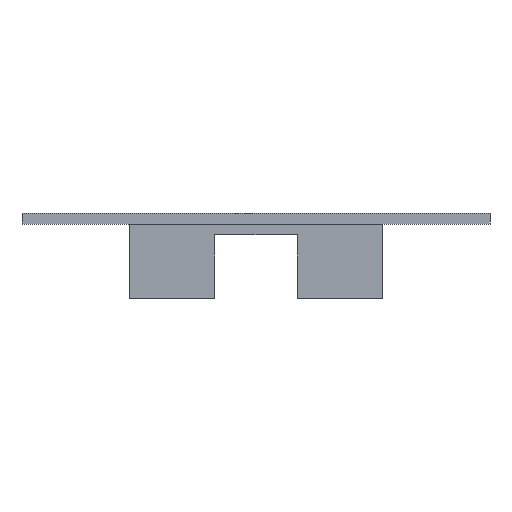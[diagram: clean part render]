
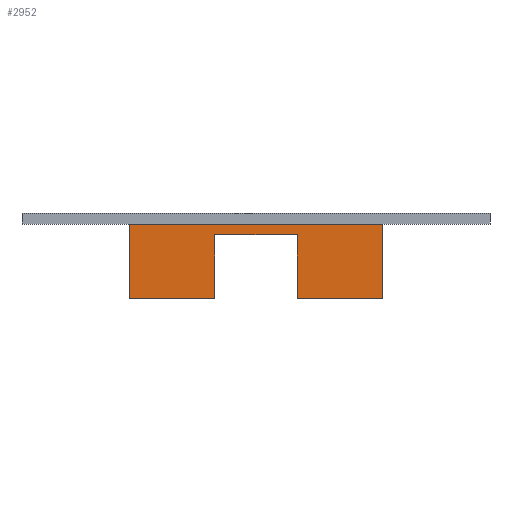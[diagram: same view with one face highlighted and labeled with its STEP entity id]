
A CAD part, front view. The second image highlights one B-rep face of the part: STEP entity #2952.
In plain terms, the highlighted planar face has unit normal (0, -1, 0).
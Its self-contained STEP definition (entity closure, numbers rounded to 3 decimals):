
#72 = PLANE('',#73);
#73 = AXIS2_PLACEMENT_3D('',#74,#75,#76);
#74 = CARTESIAN_POINT('',(-60.926,76.027,371.5));
#75 = DIRECTION('',(-0.,0.,1.));
#76 = DIRECTION('',(0.,-1.,0.));
#622 = VERTEX_POINT('',#623);
#623 = CARTESIAN_POINT('',(-54.976,65.577,371.5));
#639 = PLANE('',#640);
#640 = AXIS2_PLACEMENT_3D('',#641,#642,#643);
#641 = CARTESIAN_POINT('',(-54.976,76.027,
    370.429));
#642 = DIRECTION('',(1.,0.,0.));
#643 = DIRECTION('',(0.,0.,-1.));
#651 = EDGE_CURVE('',#652,#622,#654,.T.);
#652 = VERTEX_POINT('',#653);
#653 = CARTESIAN_POINT('',(-66.876,65.577,371.5));
#654 = SURFACE_CURVE('',#655,(#659,#666),.PCURVE_S1.);
#655 = LINE('',#656,#657);
#656 = CARTESIAN_POINT('',(-66.876,65.577,371.5));
#657 = VECTOR('',#658,1.);
#658 = DIRECTION('',(1.,0.,0.));
#659 = PCURVE('',#72,#660);
#660 = DEFINITIONAL_REPRESENTATION('',(#661),#665);
#661 = LINE('',#662,#663);
#662 = CARTESIAN_POINT('',(10.45,-5.95));
#663 = VECTOR('',#664,1.);
#664 = DIRECTION('',(0.,1.));
#665 = ( GEOMETRIC_REPRESENTATION_CONTEXT(2) 
PARAMETRIC_REPRESENTATION_CONTEXT() REPRESENTATION_CONTEXT('2D SPACE',''
  ) );
#666 = PCURVE('',#667,#672);
#667 = PLANE('',#668);
#668 = AXIS2_PLACEMENT_3D('',#669,#670,#671);
#669 = CARTESIAN_POINT('',(-60.926,65.577,
    370.027));
#670 = DIRECTION('',(0.,-1.,-0.));
#671 = DIRECTION('',(-1.,0.,0.));
#672 = DEFINITIONAL_REPRESENTATION('',(#673),#677);
#673 = LINE('',#674,#675);
#674 = CARTESIAN_POINT('',(5.95,-1.473));
#675 = VECTOR('',#676,1.);
#676 = DIRECTION('',(-1.,0.));
#677 = ( GEOMETRIC_REPRESENTATION_CONTEXT(2) 
PARAMETRIC_REPRESENTATION_CONTEXT() REPRESENTATION_CONTEXT('2D SPACE',''
  ) );
#695 = PLANE('',#696);
#696 = AXIS2_PLACEMENT_3D('',#697,#698,#699);
#697 = CARTESIAN_POINT('',(-66.876,76.027,
    370.429));
#698 = DIRECTION('',(-1.,0.,0.));
#699 = DIRECTION('',(0.,0.,1.));
#760 = PLANE('',#761);
#761 = AXIS2_PLACEMENT_3D('',#762,#763,#764);
#762 = CARTESIAN_POINT('',(-60.926,76.027,371.));
#763 = DIRECTION('',(-0.,0.,1.));
#764 = DIRECTION('',(0.,-1.,0.));
#1588 = VERTEX_POINT('',#1589);
#1589 = CARTESIAN_POINT('',(-62.876,65.577,371.));
#1603 = PLANE('',#1604);
#1604 = AXIS2_PLACEMENT_3D('',#1605,#1606,#1607);
#1605 = CARTESIAN_POINT('',(-62.876,66.577,371.));
#1606 = DIRECTION('',(-1.,0.,0.));
#1607 = DIRECTION('',(0.,-1.,0.));
#1615 = EDGE_CURVE('',#1588,#1616,#1618,.T.);
#1616 = VERTEX_POINT('',#1617);
#1617 = CARTESIAN_POINT('',(-58.976,65.577,371.));
#1618 = SURFACE_CURVE('',#1619,(#1623,#1630),.PCURVE_S1.);
#1619 = LINE('',#1620,#1621);
#1620 = CARTESIAN_POINT('',(-66.876,65.577,371.));
#1621 = VECTOR('',#1622,1.);
#1622 = DIRECTION('',(1.,0.,0.));
#1623 = PCURVE('',#760,#1624);
#1624 = DEFINITIONAL_REPRESENTATION('',(#1625),#1629);
#1625 = LINE('',#1626,#1627);
#1626 = CARTESIAN_POINT('',(10.45,-5.95));
#1627 = VECTOR('',#1628,1.);
#1628 = DIRECTION('',(0.,1.));
#1629 = ( GEOMETRIC_REPRESENTATION_CONTEXT(2) 
PARAMETRIC_REPRESENTATION_CONTEXT() REPRESENTATION_CONTEXT('2D SPACE',''
  ) );
#1630 = PCURVE('',#667,#1631);
#1631 = DEFINITIONAL_REPRESENTATION('',(#1632),#1636);
#1632 = LINE('',#1633,#1634);
#1633 = CARTESIAN_POINT('',(5.95,-0.973));
#1634 = VECTOR('',#1635,1.);
#1635 = DIRECTION('',(-1.,0.));
#1636 = ( GEOMETRIC_REPRESENTATION_CONTEXT(2) 
PARAMETRIC_REPRESENTATION_CONTEXT() REPRESENTATION_CONTEXT('2D SPACE',''
  ) );
#1654 = PLANE('',#1655);
#1655 = AXIS2_PLACEMENT_3D('',#1656,#1657,#1658);
#1656 = CARTESIAN_POINT('',(-58.976,66.577,371.));
#1657 = DIRECTION('',(-1.,0.,0.));
#1658 = DIRECTION('',(0.,-1.,0.));
#1786 = PLANE('',#1787);
#1787 = AXIS2_PLACEMENT_3D('',#1788,#1789,#1790);
#1788 = CARTESIAN_POINT('',(-56.414,67.015,368.));
#1789 = DIRECTION('',(-0.,0.,1.));
#1790 = DIRECTION('',(0.,-1.,0.));
#1923 = VERTEX_POINT('',#1924);
#1924 = CARTESIAN_POINT('',(-58.976,65.577,368.));
#1945 = EDGE_CURVE('',#1616,#1923,#1946,.T.);
#1946 = SURFACE_CURVE('',#1947,(#1951,#1958),.PCURVE_S1.);
#1947 = LINE('',#1948,#1949);
#1948 = CARTESIAN_POINT('',(-58.976,65.577,371.));
#1949 = VECTOR('',#1950,1.);
#1950 = DIRECTION('',(0.,0.,-1.));
#1951 = PCURVE('',#1654,#1952);
#1952 = DEFINITIONAL_REPRESENTATION('',(#1953),#1957);
#1953 = LINE('',#1954,#1955);
#1954 = CARTESIAN_POINT('',(1.,0.));
#1955 = VECTOR('',#1956,1.);
#1956 = DIRECTION('',(0.,-1.));
#1957 = ( GEOMETRIC_REPRESENTATION_CONTEXT(2) 
PARAMETRIC_REPRESENTATION_CONTEXT() REPRESENTATION_CONTEXT('2D SPACE',''
  ) );
#1958 = PCURVE('',#667,#1959);
#1959 = DEFINITIONAL_REPRESENTATION('',(#1960),#1964);
#1960 = LINE('',#1961,#1962);
#1961 = CARTESIAN_POINT('',(-1.95,-0.973));
#1962 = VECTOR('',#1963,1.);
#1963 = DIRECTION('',(0.,1.));
#1964 = ( GEOMETRIC_REPRESENTATION_CONTEXT(2) 
PARAMETRIC_REPRESENTATION_CONTEXT() REPRESENTATION_CONTEXT('2D SPACE',''
  ) );
#1994 = VERTEX_POINT('',#1995);
#1995 = CARTESIAN_POINT('',(-62.876,65.577,368.));
#2009 = PLANE('',#2010);
#2010 = AXIS2_PLACEMENT_3D('',#2011,#2012,#2013);
#2011 = CARTESIAN_POINT('',(-65.439,67.015,368.));
#2012 = DIRECTION('',(0.,0.,-1.));
#2013 = DIRECTION('',(0.,1.,0.));
#2021 = EDGE_CURVE('',#1588,#1994,#2022,.T.);
#2022 = SURFACE_CURVE('',#2023,(#2027,#2034),.PCURVE_S1.);
#2023 = LINE('',#2024,#2025);
#2024 = CARTESIAN_POINT('',(-62.876,65.577,371.));
#2025 = VECTOR('',#2026,1.);
#2026 = DIRECTION('',(0.,0.,-1.));
#2027 = PCURVE('',#1603,#2028);
#2028 = DEFINITIONAL_REPRESENTATION('',(#2029),#2033);
#2029 = LINE('',#2030,#2031);
#2030 = CARTESIAN_POINT('',(1.,0.));
#2031 = VECTOR('',#2032,1.);
#2032 = DIRECTION('',(0.,-1.));
#2033 = ( GEOMETRIC_REPRESENTATION_CONTEXT(2) 
PARAMETRIC_REPRESENTATION_CONTEXT() REPRESENTATION_CONTEXT('2D SPACE',''
  ) );
#2034 = PCURVE('',#667,#2035);
#2035 = DEFINITIONAL_REPRESENTATION('',(#2036),#2040);
#2036 = LINE('',#2037,#2038);
#2037 = CARTESIAN_POINT('',(1.95,-0.973));
#2038 = VECTOR('',#2039,1.);
#2039 = DIRECTION('',(0.,1.));
#2040 = ( GEOMETRIC_REPRESENTATION_CONTEXT(2) 
PARAMETRIC_REPRESENTATION_CONTEXT() REPRESENTATION_CONTEXT('2D SPACE',''
  ) );
#2640 = VERTEX_POINT('',#2641);
#2641 = CARTESIAN_POINT('',(-54.976,65.577,368.));
#2666 = EDGE_CURVE('',#1923,#2640,#2667,.T.);
#2667 = SURFACE_CURVE('',#2668,(#2672,#2679),.PCURVE_S1.);
#2668 = LINE('',#2669,#2670);
#2669 = CARTESIAN_POINT('',(-58.976,65.577,368.));
#2670 = VECTOR('',#2671,1.);
#2671 = DIRECTION('',(1.,0.,0.));
#2672 = PCURVE('',#1786,#2673);
#2673 = DEFINITIONAL_REPRESENTATION('',(#2674),#2678);
#2674 = LINE('',#2675,#2676);
#2675 = CARTESIAN_POINT('',(1.438,-2.563));
#2676 = VECTOR('',#2677,1.);
#2677 = DIRECTION('',(0.,1.));
#2678 = ( GEOMETRIC_REPRESENTATION_CONTEXT(2) 
PARAMETRIC_REPRESENTATION_CONTEXT() REPRESENTATION_CONTEXT('2D SPACE',''
  ) );
#2679 = PCURVE('',#667,#2680);
#2680 = DEFINITIONAL_REPRESENTATION('',(#2681),#2685);
#2681 = LINE('',#2682,#2683);
#2682 = CARTESIAN_POINT('',(-1.95,2.027));
#2683 = VECTOR('',#2684,1.);
#2684 = DIRECTION('',(-1.,0.));
#2685 = ( GEOMETRIC_REPRESENTATION_CONTEXT(2) 
PARAMETRIC_REPRESENTATION_CONTEXT() REPRESENTATION_CONTEXT('2D SPACE',''
  ) );
#2793 = VERTEX_POINT('',#2794);
#2794 = CARTESIAN_POINT('',(-66.876,65.577,368.));
#2819 = EDGE_CURVE('',#1994,#2793,#2820,.T.);
#2820 = SURFACE_CURVE('',#2821,(#2825,#2832),.PCURVE_S1.);
#2821 = LINE('',#2822,#2823);
#2822 = CARTESIAN_POINT('',(-62.876,65.577,368.));
#2823 = VECTOR('',#2824,1.);
#2824 = DIRECTION('',(-1.,0.,0.));
#2825 = PCURVE('',#2009,#2826);
#2826 = DEFINITIONAL_REPRESENTATION('',(#2827),#2831);
#2827 = LINE('',#2828,#2829);
#2828 = CARTESIAN_POINT('',(-1.438,2.563));
#2829 = VECTOR('',#2830,1.);
#2830 = DIRECTION('',(0.,-1.));
#2831 = ( GEOMETRIC_REPRESENTATION_CONTEXT(2) 
PARAMETRIC_REPRESENTATION_CONTEXT() REPRESENTATION_CONTEXT('2D SPACE',''
  ) );
#2832 = PCURVE('',#667,#2833);
#2833 = DEFINITIONAL_REPRESENTATION('',(#2834),#2838);
#2834 = LINE('',#2835,#2836);
#2835 = CARTESIAN_POINT('',(1.95,2.027));
#2836 = VECTOR('',#2837,1.);
#2837 = DIRECTION('',(1.,-0.));
#2838 = ( GEOMETRIC_REPRESENTATION_CONTEXT(2) 
PARAMETRIC_REPRESENTATION_CONTEXT() REPRESENTATION_CONTEXT('2D SPACE',''
  ) );
#2843 = EDGE_CURVE('',#622,#2640,#2844,.T.);
#2844 = SURFACE_CURVE('',#2845,(#2849,#2856),.PCURVE_S1.);
#2845 = LINE('',#2846,#2847);
#2846 = CARTESIAN_POINT('',(-54.976,65.577,371.5));
#2847 = VECTOR('',#2848,1.);
#2848 = DIRECTION('',(0.,0.,-1.));
#2849 = PCURVE('',#639,#2850);
#2850 = DEFINITIONAL_REPRESENTATION('',(#2851),#2855);
#2851 = LINE('',#2852,#2853);
#2852 = CARTESIAN_POINT('',(-1.071,-10.45));
#2853 = VECTOR('',#2854,1.);
#2854 = DIRECTION('',(1.,0.));
#2855 = ( GEOMETRIC_REPRESENTATION_CONTEXT(2) 
PARAMETRIC_REPRESENTATION_CONTEXT() REPRESENTATION_CONTEXT('2D SPACE',''
  ) );
#2856 = PCURVE('',#667,#2857);
#2857 = DEFINITIONAL_REPRESENTATION('',(#2858),#2862);
#2858 = LINE('',#2859,#2860);
#2859 = CARTESIAN_POINT('',(-5.95,-1.473));
#2860 = VECTOR('',#2861,1.);
#2861 = DIRECTION('',(0.,1.));
#2862 = ( GEOMETRIC_REPRESENTATION_CONTEXT(2) 
PARAMETRIC_REPRESENTATION_CONTEXT() REPRESENTATION_CONTEXT('2D SPACE',''
  ) );
#2931 = EDGE_CURVE('',#652,#2793,#2932,.T.);
#2932 = SURFACE_CURVE('',#2933,(#2937,#2944),.PCURVE_S1.);
#2933 = LINE('',#2934,#2935);
#2934 = CARTESIAN_POINT('',(-66.876,65.577,371.));
#2935 = VECTOR('',#2936,1.);
#2936 = DIRECTION('',(0.,0.,-1.));
#2937 = PCURVE('',#695,#2938);
#2938 = DEFINITIONAL_REPRESENTATION('',(#2939),#2943);
#2939 = LINE('',#2940,#2941);
#2940 = CARTESIAN_POINT('',(0.571,-10.45));
#2941 = VECTOR('',#2942,1.);
#2942 = DIRECTION('',(-1.,-0.));
#2943 = ( GEOMETRIC_REPRESENTATION_CONTEXT(2) 
PARAMETRIC_REPRESENTATION_CONTEXT() REPRESENTATION_CONTEXT('2D SPACE',''
  ) );
#2944 = PCURVE('',#667,#2945);
#2945 = DEFINITIONAL_REPRESENTATION('',(#2946),#2950);
#2946 = LINE('',#2947,#2948);
#2947 = CARTESIAN_POINT('',(5.95,-0.973));
#2948 = VECTOR('',#2949,1.);
#2949 = DIRECTION('',(0.,1.));
#2950 = ( GEOMETRIC_REPRESENTATION_CONTEXT(2) 
PARAMETRIC_REPRESENTATION_CONTEXT() REPRESENTATION_CONTEXT('2D SPACE',''
  ) );
#2952 = ADVANCED_FACE('',(#2953),#667,.T.);
#2953 = FACE_BOUND('',#2954,.T.);
#2954 = EDGE_LOOP('',(#2955,#2956,#2957,#2958,#2959,#2960,#2961,#2962));
#2955 = ORIENTED_EDGE('',*,*,#2931,.T.);
#2956 = ORIENTED_EDGE('',*,*,#2819,.F.);
#2957 = ORIENTED_EDGE('',*,*,#2021,.F.);
#2958 = ORIENTED_EDGE('',*,*,#1615,.T.);
#2959 = ORIENTED_EDGE('',*,*,#1945,.T.);
#2960 = ORIENTED_EDGE('',*,*,#2666,.T.);
#2961 = ORIENTED_EDGE('',*,*,#2843,.F.);
#2962 = ORIENTED_EDGE('',*,*,#651,.F.);
